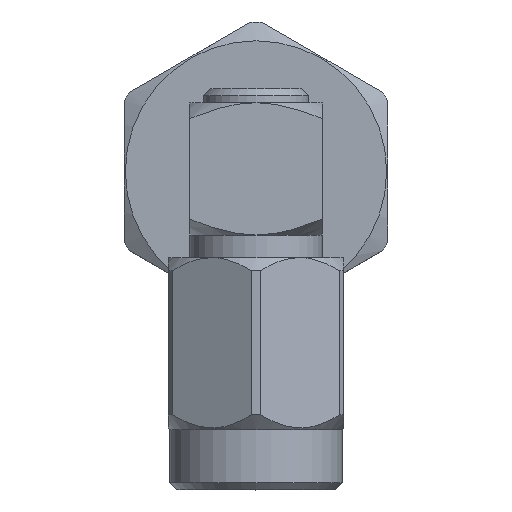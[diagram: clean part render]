
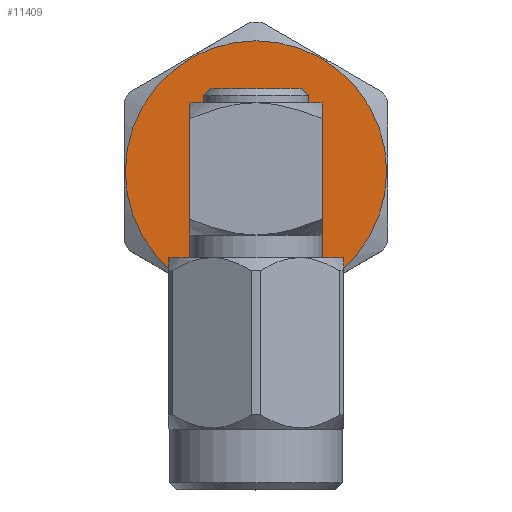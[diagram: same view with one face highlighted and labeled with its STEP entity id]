
A CAD part, top view. The second image highlights one B-rep face of the part: STEP entity #11409.
In plain terms, the highlighted face is planar.
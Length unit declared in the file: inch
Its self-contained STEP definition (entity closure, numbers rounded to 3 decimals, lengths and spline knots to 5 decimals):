
#1171 = EDGE_CURVE ( 'NONE', #2086, #15091, #24087, .T. ) ;
#1529 = EDGE_CURVE ( 'NONE', #7278, #10023, #16014, .T. ) ;
#2086 = VERTEX_POINT ( 'NONE', #9081 ) ;
#2864 = EDGE_LOOP ( 'NONE', ( #14270, #12381 ) ) ;
#3947 = AXIS2_PLACEMENT_3D ( 'NONE', #26188, #12138, #29014 ) ;
#4275 = AXIS2_PLACEMENT_3D ( 'NONE', #9767, #7241, #14516 ) ;
#4439 = AXIS2_PLACEMENT_3D ( 'NONE', #14825, #20013, #7713 ) ;
#4565 = FACE_OUTER_BOUND ( 'NONE', #5877, .T. ) ;
#5217 = CARTESIAN_POINT ( 'NONE',  ( 0.555, 0., 0.18567 ) ) ;
#5877 = EDGE_LOOP ( 'NONE', ( #17864, #13614 ) ) ;
#6464 = DIRECTION ( 'NONE',  ( 0., 0., -1. ) ) ;
#6665 = CARTESIAN_POINT ( 'NONE',  ( 0.555, 0., 0. ) ) ;
#6917 = CARTESIAN_POINT ( 'NONE',  ( 0.555, 0.2124, 0. ) ) ;
#7079 = PLANE ( 'NONE',  #15613 ) ;
#7241 = DIRECTION ( 'NONE',  ( 1., 0., 0. ) ) ;
#7278 = VERTEX_POINT ( 'NONE', #30333 ) ;
#7584 = EDGE_CURVE ( 'NONE', #10023, #7278, #28011, .T. ) ;
#7713 = DIRECTION ( 'NONE',  ( 0., 0., -1. ) ) ;
#9081 = CARTESIAN_POINT ( 'NONE',  ( 0.555, 0., -0.04 ) ) ;
#9767 = CARTESIAN_POINT ( 'NONE',  ( 0.555, 0., 0. ) ) ;
#10023 = VERTEX_POINT ( 'NONE', #5217 ) ;
#11409 = ADVANCED_FACE ( 'NONE', ( #12127, #4565 ), #7079, .T. ) ;
#12127 = FACE_BOUND ( 'NONE', #2864, .T. ) ;
#12138 = DIRECTION ( 'NONE',  ( 1., 0., 0. ) ) ;
#12381 = ORIENTED_EDGE ( 'NONE', *, *, #26413, .F. ) ;
#13614 = ORIENTED_EDGE ( 'NONE', *, *, #7584, .T. ) ;
#14270 = ORIENTED_EDGE ( 'NONE', *, *, #1171, .F. ) ;
#14427 = AXIS2_PLACEMENT_3D ( 'NONE', #6665, #23862, #16613 ) ;
#14516 = DIRECTION ( 'NONE',  ( 0., 0., -1. ) ) ;
#14825 = CARTESIAN_POINT ( 'NONE',  ( 0.555, 0., 0. ) ) ;
#15091 = VERTEX_POINT ( 'NONE', #20379 ) ;
#15613 = AXIS2_PLACEMENT_3D ( 'NONE', #6917, #26176, #6464 ) ;
#16014 = CIRCLE ( 'NONE', #4439, 0.18567 ) ;
#16613 = DIRECTION ( 'NONE',  ( 0., 0., -1. ) ) ;
#17864 = ORIENTED_EDGE ( 'NONE', *, *, #1529, .T. ) ;
#20013 = DIRECTION ( 'NONE',  ( 1., 0., 0. ) ) ;
#20379 = CARTESIAN_POINT ( 'NONE',  ( 0.555, 0., 0.04 ) ) ;
#20897 = CIRCLE ( 'NONE', #4275, 0.04 ) ;
#23862 = DIRECTION ( 'NONE',  ( 1., 0., 0. ) ) ;
#24087 = CIRCLE ( 'NONE', #3947, 0.04 ) ;
#26176 = DIRECTION ( 'NONE',  ( 1., 0., 0. ) ) ;
#26188 = CARTESIAN_POINT ( 'NONE',  ( 0.555, 0., 0. ) ) ;
#26413 = EDGE_CURVE ( 'NONE', #15091, #2086, #20897, .T. ) ;
#28011 = CIRCLE ( 'NONE', #14427, 0.18567 ) ;
#29014 = DIRECTION ( 'NONE',  ( 0., 0., -1. ) ) ;
#30333 = CARTESIAN_POINT ( 'NONE',  ( 0.555, 0., -0.18567 ) ) ;
